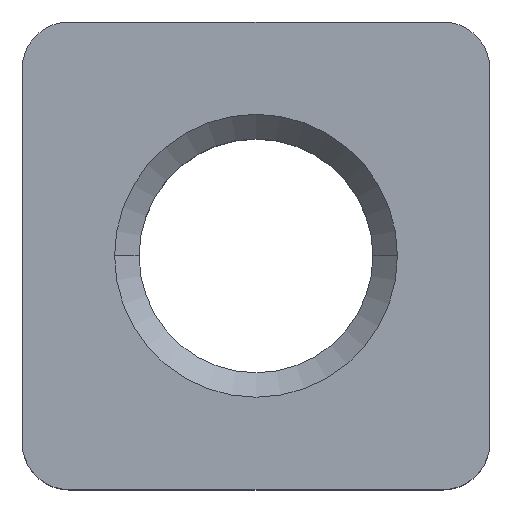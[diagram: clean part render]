
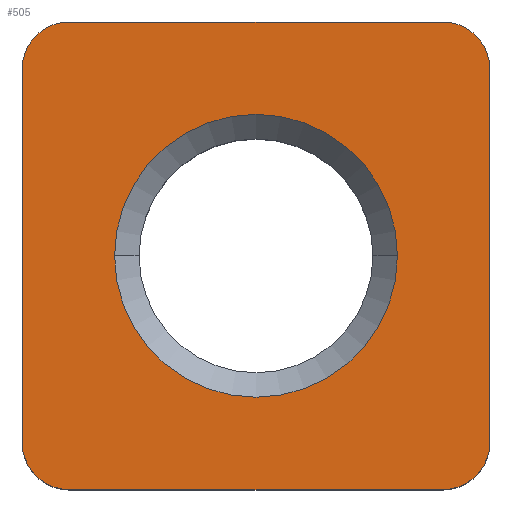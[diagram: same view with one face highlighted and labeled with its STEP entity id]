
A CAD part, top view. The second image highlights one B-rep face of the part: STEP entity #505.
In plain terms, the highlighted planar face has unit normal (0, 0, 1).
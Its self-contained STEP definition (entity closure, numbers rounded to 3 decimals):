
#16 = DIRECTION ( 'NONE',  ( -1., 0., 0. ) ) ;
#32 = DIRECTION ( 'NONE',  ( 0., 1., 0. ) ) ;
#41 = FACE_OUTER_BOUND ( 'NONE', #463, .T. ) ;
#49 = ORIENTED_EDGE ( 'NONE', *, *, #517, .T. ) ;
#52 = CARTESIAN_POINT ( 'NONE',  ( 0., 0., 5. ) ) ;
#64 = DIRECTION ( 'NONE',  ( 0., 0., 1. ) ) ;
#77 = PLANE ( 'NONE',  #534 ) ;
#86 = CARTESIAN_POINT ( 'NONE',  ( -5., 4., 5. ) ) ;
#89 = CARTESIAN_POINT ( 'NONE',  ( -5., -4., 5. ) ) ;
#93 = DIRECTION ( 'NONE',  ( -1., 0., 0. ) ) ;
#94 = AXIS2_PLACEMENT_3D ( 'NONE', #448, #64, #192 ) ;
#103 = EDGE_CURVE ( 'NONE', #221, #325, #128, .T. ) ;
#106 = AXIS2_PLACEMENT_3D ( 'NONE', #436, #527, #93 ) ;
#110 = ORIENTED_EDGE ( 'NONE', *, *, #129, .F. ) ;
#128 = CIRCLE ( 'NONE', #106, 1. ) ;
#129 = EDGE_CURVE ( 'NONE', #242, #423, #494, .T. ) ;
#132 = CARTESIAN_POINT ( 'NONE',  ( -4., -5., 5. ) ) ;
#134 = CARTESIAN_POINT ( 'NONE',  ( -3.025, 0., 5. ) ) ;
#136 = AXIS2_PLACEMENT_3D ( 'NONE', #52, #432, #304 ) ;
#139 = DIRECTION ( 'NONE',  ( 1., 0., 0. ) ) ;
#144 = AXIS2_PLACEMENT_3D ( 'NONE', #220, #302, #181 ) ;
#154 = ORIENTED_EDGE ( 'NONE', *, *, #309, .T. ) ;
#159 = FACE_BOUND ( 'NONE', #547, .T. ) ;
#178 = CIRCLE ( 'NONE', #328, 3.025 ) ;
#181 = DIRECTION ( 'NONE',  ( -1., 0., 0. ) ) ;
#190 = EDGE_CURVE ( 'NONE', #426, #549, #400, .T. ) ;
#192 = DIRECTION ( 'NONE',  ( -1., 0., 0. ) ) ;
#210 = CARTESIAN_POINT ( 'NONE',  ( -4., 5., 5. ) ) ;
#214 = ORIENTED_EDGE ( 'NONE', *, *, #392, .T. ) ;
#217 = ORIENTED_EDGE ( 'NONE', *, *, #442, .T. ) ;
#218 = CARTESIAN_POINT ( 'NONE',  ( 5., 4., 5. ) ) ;
#220 = CARTESIAN_POINT ( 'NONE',  ( -4., -4., 5. ) ) ;
#221 = VERTEX_POINT ( 'NONE', #533 ) ;
#240 = VECTOR ( 'NONE', #391, 1000. ) ;
#242 = VERTEX_POINT ( 'NONE', #276 ) ;
#245 = LINE ( 'NONE', #542, #365 ) ;
#252 = CIRCLE ( 'NONE', #495, 1. ) ;
#255 = DIRECTION ( 'NONE',  ( -1., 0., 0. ) ) ;
#263 = EDGE_CURVE ( 'NONE', #466, #221, #361, .T. ) ;
#276 = CARTESIAN_POINT ( 'NONE',  ( 3.025, 0., 5. ) ) ;
#277 = LINE ( 'NONE', #444, #539 ) ;
#280 = CARTESIAN_POINT ( 'NONE',  ( -5., -5., 5. ) ) ;
#281 = EDGE_CURVE ( 'NONE', #412, #455, #277, .T. ) ;
#294 = CIRCLE ( 'NONE', #144, 1. ) ;
#302 = DIRECTION ( 'NONE',  ( 0., 0., 1. ) ) ;
#304 = DIRECTION ( 'NONE',  ( 1., 0., 0. ) ) ;
#305 = CIRCLE ( 'NONE', #94, 1. ) ;
#306 = DIRECTION ( 'NONE',  ( 1., 0., 0. ) ) ;
#309 = EDGE_CURVE ( 'NONE', #549, #412, #305, .T. ) ;
#311 = CARTESIAN_POINT ( 'NONE',  ( 4., 5., 5. ) ) ;
#325 = VERTEX_POINT ( 'NONE', #387 ) ;
#327 = CARTESIAN_POINT ( 'NONE',  ( 0., 0., 5. ) ) ;
#328 = AXIS2_PLACEMENT_3D ( 'NONE', #525, #397, #306 ) ;
#345 = ORIENTED_EDGE ( 'NONE', *, *, #281, .T. ) ;
#346 = CARTESIAN_POINT ( 'NONE',  ( -5., 5., 5. ) ) ;
#361 = LINE ( 'NONE', #280, #372 ) ;
#365 = VECTOR ( 'NONE', #32, 1000. ) ;
#372 = VECTOR ( 'NONE', #139, 1000. ) ;
#386 = ORIENTED_EDGE ( 'NONE', *, *, #263, .T. ) ;
#387 = CARTESIAN_POINT ( 'NONE',  ( 5., -4., 5. ) ) ;
#391 = DIRECTION ( 'NONE',  ( -1., 0., 0. ) ) ;
#392 = EDGE_CURVE ( 'NONE', #455, #466, #294, .T. ) ;
#394 = CARTESIAN_POINT ( 'NONE',  ( 4., 4., 5. ) ) ;
#397 = DIRECTION ( 'NONE',  ( 0., 0., 1. ) ) ;
#400 = LINE ( 'NONE', #346, #240 ) ;
#412 = VERTEX_POINT ( 'NONE', #86 ) ;
#421 = EDGE_CURVE ( 'NONE', #423, #242, #178, .T. ) ;
#423 = VERTEX_POINT ( 'NONE', #134 ) ;
#426 = VERTEX_POINT ( 'NONE', #311 ) ;
#432 = DIRECTION ( 'NONE',  ( 0., 0., 1. ) ) ;
#433 = DIRECTION ( 'NONE',  ( 0., 0., 1. ) ) ;
#436 = CARTESIAN_POINT ( 'NONE',  ( 4., -4., 5. ) ) ;
#442 = EDGE_CURVE ( 'NONE', #452, #426, #252, .T. ) ;
#444 = CARTESIAN_POINT ( 'NONE',  ( -5., -5., 5. ) ) ;
#448 = CARTESIAN_POINT ( 'NONE',  ( -4., 4., 5. ) ) ;
#452 = VERTEX_POINT ( 'NONE', #218 ) ;
#455 = VERTEX_POINT ( 'NONE', #89 ) ;
#456 = DIRECTION ( 'NONE',  ( 0., 0., -1. ) ) ;
#463 = EDGE_LOOP ( 'NONE', ( #49, #217, #474, #154, #345, #214, #386, #541 ) ) ;
#466 = VERTEX_POINT ( 'NONE', #132 ) ;
#474 = ORIENTED_EDGE ( 'NONE', *, *, #190, .T. ) ;
#489 = DIRECTION ( 'NONE',  ( 0., -1., 0. ) ) ;
#494 = CIRCLE ( 'NONE', #136, 3.025 ) ;
#495 = AXIS2_PLACEMENT_3D ( 'NONE', #394, #433, #16 ) ;
#505 = ADVANCED_FACE ( 'NONE', ( #159, #41 ), #77, .F. ) ;
#513 = ORIENTED_EDGE ( 'NONE', *, *, #421, .F. ) ;
#517 = EDGE_CURVE ( 'NONE', #325, #452, #245, .T. ) ;
#525 = CARTESIAN_POINT ( 'NONE',  ( 0., 0., 5. ) ) ;
#527 = DIRECTION ( 'NONE',  ( 0., 0., 1. ) ) ;
#533 = CARTESIAN_POINT ( 'NONE',  ( 4., -5., 5. ) ) ;
#534 = AXIS2_PLACEMENT_3D ( 'NONE', #327, #456, #255 ) ;
#539 = VECTOR ( 'NONE', #489, 1000. ) ;
#541 = ORIENTED_EDGE ( 'NONE', *, *, #103, .T. ) ;
#542 = CARTESIAN_POINT ( 'NONE',  ( 5., -5., 5. ) ) ;
#547 = EDGE_LOOP ( 'NONE', ( #110, #513 ) ) ;
#549 = VERTEX_POINT ( 'NONE', #210 ) ;
